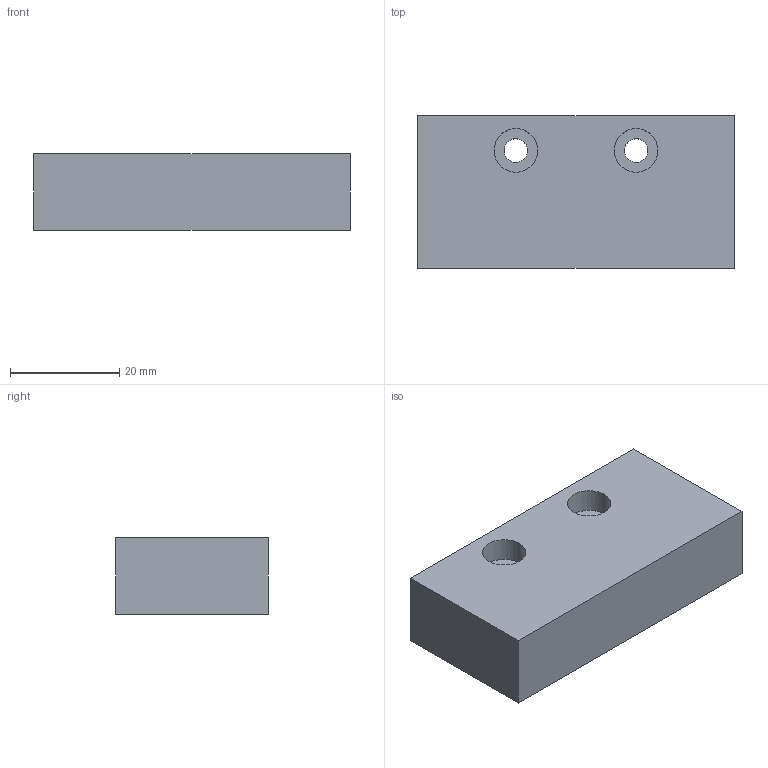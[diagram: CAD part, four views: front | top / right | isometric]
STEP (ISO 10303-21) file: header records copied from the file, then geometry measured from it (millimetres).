
FILE_DESCRIPTION (( 'STEP AP214' ), '1' );
FILE_NAME ('ISIS-03M.STEP', '2024-10-09T10:46:09', ( '' ), ( '' ), 'SwSTEP 2.0', 'SolidWorks 2024', '' );
FILE_SCHEMA (( 'AUTOMOTIVE_DESIGN' ));
Length unit declared in the file: millimetre
Products named in the file (1): ISIS-03M
Bounding box: 58 x 28 x 14 mm (x, y, z)
Volume: 22014.8 mm3; surface area: 6078.4 mm2
Topology: 1 solids, 1 shells, 16 faces, 36 edges, 24 vertices
Faces by surface type: cylinder 8, plane 8
Entity records: 487 total; most frequent: DIRECTION 86, CARTESIAN_POINT 77, ORIENTED_EDGE 72, EDGE_CURVE 36, AXIS2_PLACEMENT_3D 33, VERTEX_POINT 24, EDGE_LOOP 22, VECTOR 20
